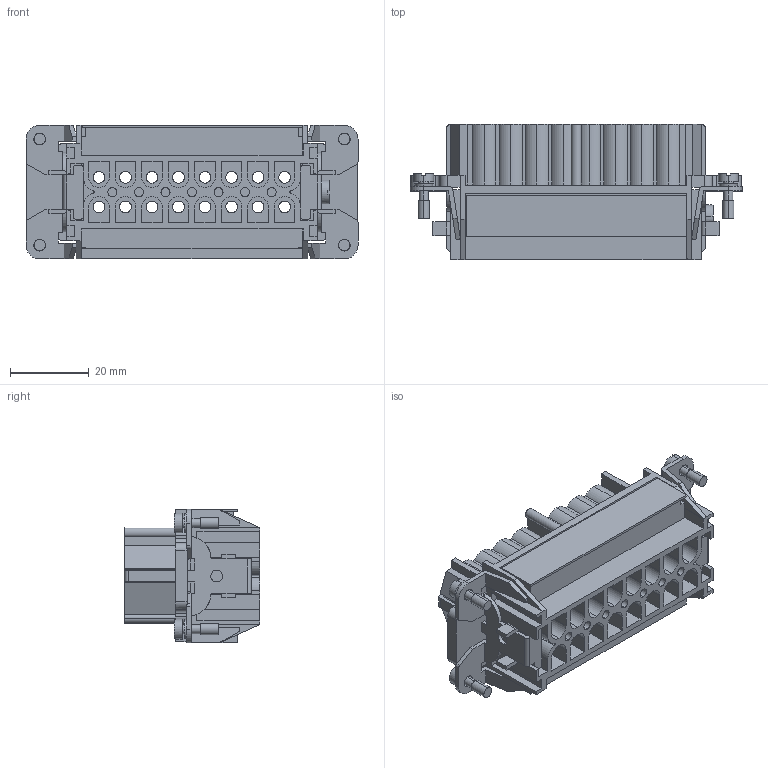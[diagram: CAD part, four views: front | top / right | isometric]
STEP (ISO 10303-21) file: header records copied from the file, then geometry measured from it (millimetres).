
FILE_DESCRIPTION (( 'STEP AP203' ), '1' );
FILE_NAME ('ZP-MC16B-1-FC016-2.STEP', '2023-07-06T18:49:17', ( '' ), ( '' ), 'SwSTEP 2.0', 'SolidWorks 2021', '' );
FILE_SCHEMA (( 'CONFIG_CONTROL_DESIGN' ));
Length unit declared in the file: millimetre
Products named in the file (1): ZP-MC16B-1-FC016-2
Bounding box: 84.5 x 34.5 x 34.06 mm (x, y, z)
Volume: 33555.6 mm3; surface area: 33538.3 mm2
Topology: 1 solids, 8 shells, 1157 faces, 3086 edges, 2038 vertices
Faces by surface type: plane 748, cylinder 353, bspline 48, cone 8
Entity records: 37879 total; most frequent: CARTESIAN_POINT 8512, ORIENTED_EDGE 6172, DIRECTION 5862, EDGE_CURVE 3086, LINE 2206, VECTOR 2206, VERTEX_POINT 2038, AXIS2_PLACEMENT_3D 1828
